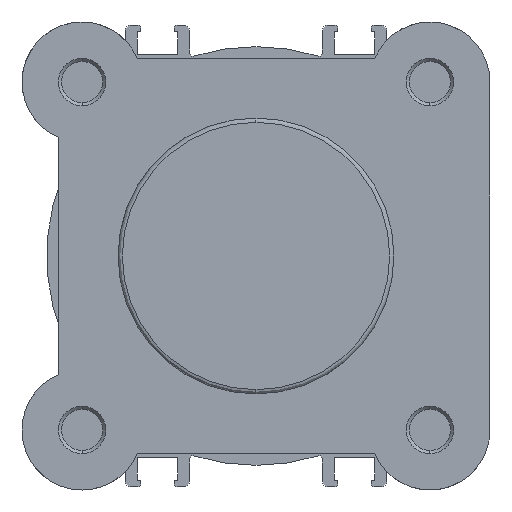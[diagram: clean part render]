
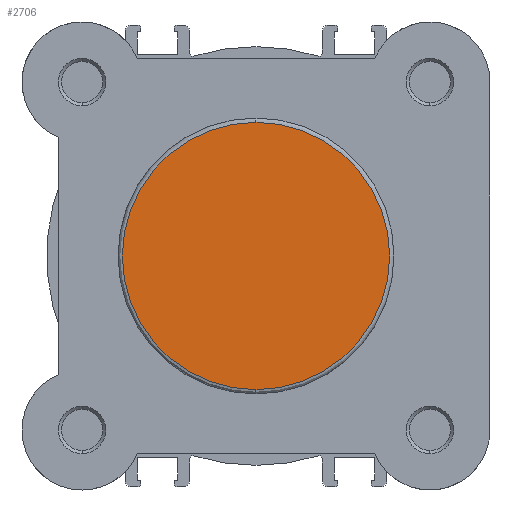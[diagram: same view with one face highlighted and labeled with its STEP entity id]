
A CAD part, left-side view. The second image highlights one B-rep face of the part: STEP entity #2706.
In plain terms, the highlighted planar face has unit normal (-1, 0, 0).
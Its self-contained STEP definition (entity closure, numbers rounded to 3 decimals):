
#405 = DIRECTION ( 'NONE',  ( 0., 0., -1. ) ) ;
#406 = DIRECTION ( 'NONE',  ( 1., 0., 0. ) ) ;
#409 = PLANE ( 'NONE',  #4921 ) ;
#411 = CARTESIAN_POINT ( 'NONE',  ( 0., 22.4, 0. ) ) ;
#1468 = EDGE_CURVE ( 'NONE', #3490, #3360, #5407, .T. ) ;
#1521 = EDGE_CURVE ( 'NONE', #3360, #3490, #5482, .T. ) ;
#1996 = AXIS2_PLACEMENT_3D ( 'NONE', #3304, #2964, #3368 ) ;
#2025 = AXIS2_PLACEMENT_3D ( 'NONE', #4406, #4397, #4396 ) ;
#2307 = FACE_OUTER_BOUND ( 'NONE', #5173, .T. ) ;
#2706 = ADVANCED_FACE ( 'NONE', ( #2307 ), #409, .F. ) ;
#2964 = DIRECTION ( 'NONE',  ( -1., 0., 0. ) ) ;
#3304 = CARTESIAN_POINT ( 'NONE',  ( 0., 0., 0. ) ) ;
#3360 = VERTEX_POINT ( 'NONE', #3905 ) ;
#3368 = DIRECTION ( 'NONE',  ( 0., 0., -1. ) ) ;
#3490 = VERTEX_POINT ( 'NONE', #3777 ) ;
#3777 = CARTESIAN_POINT ( 'NONE',  ( 0., 0., 21.7 ) ) ;
#3905 = CARTESIAN_POINT ( 'NONE',  ( 0., 0., -21.7 ) ) ;
#4396 = DIRECTION ( 'NONE',  ( 0., 0., -1. ) ) ;
#4397 = DIRECTION ( 'NONE',  ( -1., 0., 0. ) ) ;
#4406 = CARTESIAN_POINT ( 'NONE',  ( 0., 0., 0. ) ) ;
#4921 = AXIS2_PLACEMENT_3D ( 'NONE', #411, #406, #405 ) ;
#5173 = EDGE_LOOP ( 'NONE', ( #6590, #6588 ) ) ;
#5407 = CIRCLE ( 'NONE', #1996, 21.7 ) ;
#5482 = CIRCLE ( 'NONE', #2025, 21.7 ) ;
#6588 = ORIENTED_EDGE ( 'NONE', *, *, #1468, .T. ) ;
#6590 = ORIENTED_EDGE ( 'NONE', *, *, #1521, .T. ) ;
